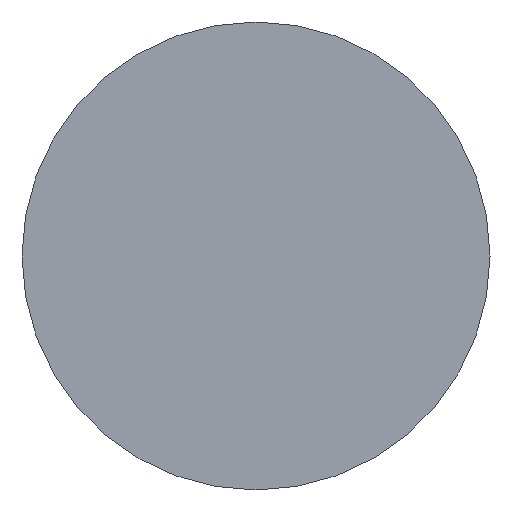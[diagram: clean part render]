
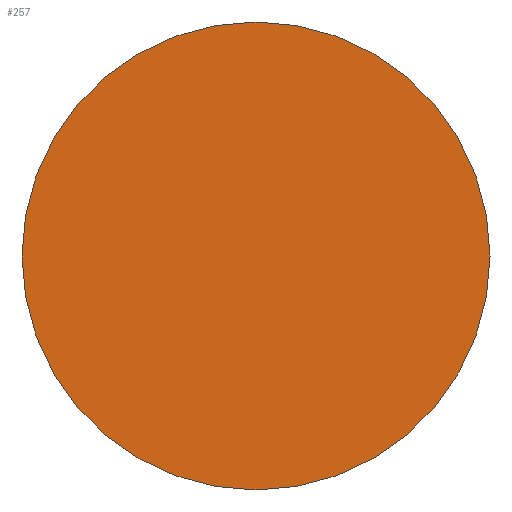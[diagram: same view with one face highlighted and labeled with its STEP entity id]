
A CAD part, front view. The second image highlights one B-rep face of the part: STEP entity #257.
In plain terms, the highlighted planar face has unit normal (0, -1, 0).
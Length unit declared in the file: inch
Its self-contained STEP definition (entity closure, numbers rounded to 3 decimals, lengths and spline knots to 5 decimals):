
#17 = AXIS2_PLACEMENT_3D ( 'NONE', #47, #431, #156 ) ;
#47 = CARTESIAN_POINT ( 'NONE',  ( 0., 0., 0. ) ) ;
#82 = EDGE_CURVE ( 'NONE', #282, #390, #315, .T. ) ;
#116 = CIRCLE ( 'NONE', #365, 0.5 ) ;
#156 = DIRECTION ( 'NONE',  ( 0., 0., -1. ) ) ;
#157 = DIRECTION ( 'NONE',  ( 0., -1., 0. ) ) ;
#196 = CARTESIAN_POINT ( 'NONE',  ( 0., 0., -0.5 ) ) ;
#200 = DIRECTION ( 'NONE',  ( 0., 0., -1. ) ) ;
#209 = ORIENTED_EDGE ( 'NONE', *, *, #82, .T. ) ;
#257 = ADVANCED_FACE ( 'NONE', ( #400 ), #372, .T. ) ;
#282 = VERTEX_POINT ( 'NONE', #196 ) ;
#287 = EDGE_LOOP ( 'NONE', ( #209, #312 ) ) ;
#297 = DIRECTION ( 'NONE',  ( 0., 0., -1. ) ) ;
#299 = CARTESIAN_POINT ( 'NONE',  ( 0., 0., 0. ) ) ;
#303 = CARTESIAN_POINT ( 'NONE',  ( 0., 0., 0. ) ) ;
#312 = ORIENTED_EDGE ( 'NONE', *, *, #374, .T. ) ;
#315 = CIRCLE ( 'NONE', #17, 0.5 ) ;
#345 = CARTESIAN_POINT ( 'NONE',  ( 0., 0., 0.5 ) ) ;
#365 = AXIS2_PLACEMENT_3D ( 'NONE', #303, #379, #200 ) ;
#372 = PLANE ( 'NONE',  #446 ) ;
#374 = EDGE_CURVE ( 'NONE', #390, #282, #116, .T. ) ;
#379 = DIRECTION ( 'NONE',  ( 0., -1., 0. ) ) ;
#390 = VERTEX_POINT ( 'NONE', #345 ) ;
#400 = FACE_OUTER_BOUND ( 'NONE', #287, .T. ) ;
#431 = DIRECTION ( 'NONE',  ( 0., -1., 0. ) ) ;
#446 = AXIS2_PLACEMENT_3D ( 'NONE', #299, #157, #297 ) ;
